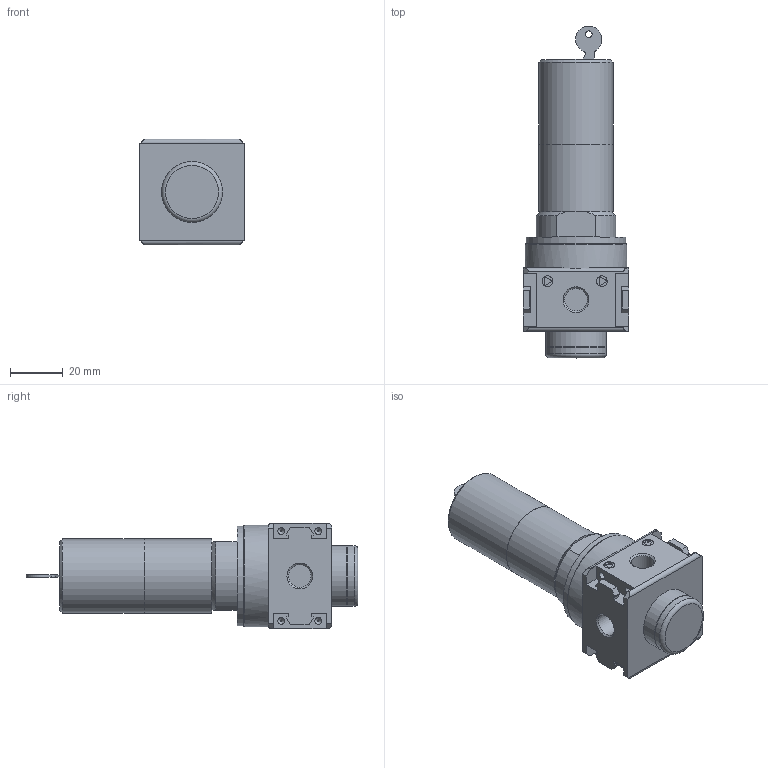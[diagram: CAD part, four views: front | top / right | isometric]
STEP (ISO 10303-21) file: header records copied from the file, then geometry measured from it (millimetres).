
FILE_DESCRIPTION( ( 'STEP AP203' ), '1' );
FILE_NAME( '9.1700.00.004.stp', '2018-12-12T12:57:30', ( '' ), ( '' ), ' ', 'PARTsolutions', ' ' );
FILE_SCHEMA( ( 'CONFIG_CONTROL_DESIGN' ) );
Length unit declared in the file: millimetre
Products named in the file (2): 9.1700.00.004; _R 05-3(10)-1
Assembly tree (1 placements, depth 2):
  9.1700.00.004
    _R 05-3(10)-1
Bounding box: 40 x 125.5 x 40 mm (x, y, z)
Volume: 93772 mm3; surface area: 16915.3 mm2
Topology: 1 solids, 1 shells, 181 faces, 431 edges, 284 vertices
Faces by surface type: plane 128, cylinder 34, cone 17, torus 2
Full cylindrical faces by diameter (mm): 2.5 x1, 2.6 x4, 3 x4, 4.1 x4, 8.566 x3, 16 x1, 20.3 x1, 23 x2, 28 x2, 37.5 x1, 38.5 x1
Entity records: 5063 total; most frequent: CARTESIAN_POINT 903, DIRECTION 833, ORIENTED_EDGE 768, EDGE_CURVE 384, LINE 287, VECTOR 287, VERTEX_POINT 278, AXIS2_PLACEMENT_3D 273
